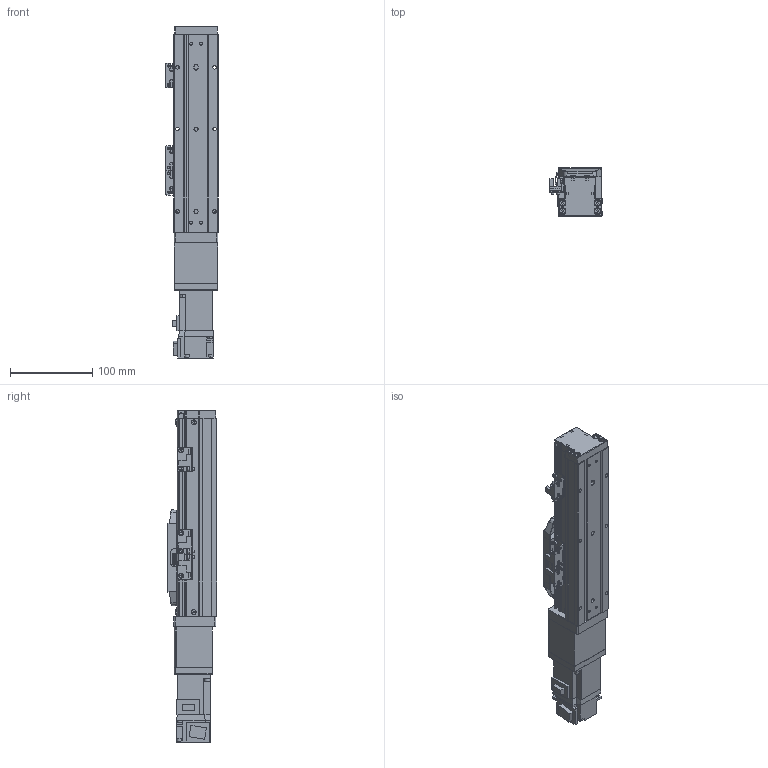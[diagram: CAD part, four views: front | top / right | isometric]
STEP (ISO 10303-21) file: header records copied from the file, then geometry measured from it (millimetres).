
FILE_DESCRIPTION (( 'STEP AP203' ), '1' );
FILE_NAME ('GTH5-100-BC-M10-C4.step', '2022-09-23T00:39:04', ( '微软用户' ), ( '微软中国' ), 'SwSTEP 2.0', 'SolidWorks 2020', '' );
FILE_SCHEMA (( 'CONFIG_CONTROL_DESIGN' ));
Length unit declared in the file: millimetre
Products named in the file (20): CTHA60-027; GBT 70.3-M3℅6; GBT 70.1-M3℅6; CTHA60-013; BTH-M3X5X6; GBT96.1-2002 3×0.8; GTH50-006; CTHA60-006-2_CTHA60-006-1; GTH50-001_100; GTH50-024; HG-KR13; GBT 70.1-M4×16; GBT 70.1-M2.5×6; GTH5-100-BC-M10-C4; GTH50-003; GTH50-028; GTH50-013; GTH50-022-1; GTH50-004; GTH50-023
Assembly tree (60 placements, depth 2):
  GTH5-100-BC-M10-C4
    GTH50-006
    GTH50-004
    GBT 70.3-M3℅6  x6
    BTH-M3X5X6  x8
    GTH50-001_100
    GBT 70.1-M4×16  x8
    GTH50-003
    GTH50-013
    GTH50-023  x3
    GBT 70.1-M3℅6  x12
    GBT96.1-2002 3×0.8  x6
    GTH50-024  x3
    GBT 70.1-M2.5×6  x2
    GTH50-028  x2
    GTH50-022-1
    CTHA60-027
    CTHA60-013
    CTHA60-006-2_CTHA60-006-1
    HG-KR13
Bounding box: 63.8 x 60 x 402.6 mm (x, y, z)
Volume: 851410.9 mm3; surface area: 175349.4 mm2
Topology: 62 solids, 62 shells, 2033 faces, 4656 edges, 2838 vertices
Faces by surface type: plane 1105, cylinder 527, cone 235, torus 158, sphere 8
Entity records: 33515 total; most frequent: DIRECTION 5395, CARTESIAN_POINT 5295, ORIENTED_EDGE 4998, EDGE_CURVE 2499, AXIS2_PLACEMENT_3D 1844, VECTOR 1707, LINE 1707, VERTEX_POINT 1578
